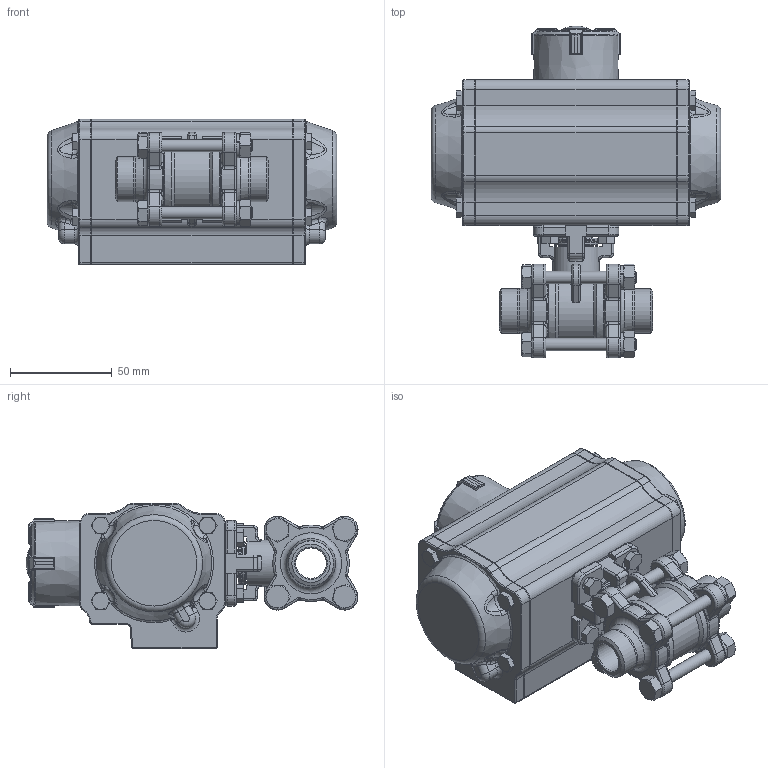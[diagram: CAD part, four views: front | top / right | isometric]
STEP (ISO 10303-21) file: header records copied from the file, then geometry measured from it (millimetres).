
FILE_DESCRIPTION(/* description */ ('Unknown'),/* implementation_level */ '2;1');
FILE_NAME(/* name */ 'FR01 9325-04',/* time_stamp */ '2022-10-25T13:19:42+02:00',/* author */ ('Unknown'),/* organization */ ('Unknown'),/* preprocessor_version */ 'ST-DEVELOPER v16.7',/* originating_system */ 'Solid Edge',/* authorisation */ 'Unknown');
FILE_SCHEMA (('AUTOMOTIVE_DESIGN {1 0 10303 214 3 1 1}'));
Products named in the file (9): FR01 9325-04; 8.122.015; DIN558 M5x12; DW02_FR01_(DW20_FR15); KP-50; cup head square neck bolts grade b gb_GB_FASTENER_BOLT_CHSNBSHB M6X25
-N; ________(___________; _____________; ______
Assembly tree (13 placements, depth 3):
  FR01 9325-04
    8.122.015
    DIN558 M5x12  x4
    DW02_FR01_(DW20_FR15)
      KP-50
      cup head square neck bolts grade b gb_GB_FASTENER_BOLT_CHSNBSHB M6X25
-N
      ________(___________  x2
      _____________  x2
      ______
Bounding box: 142.2 x 162.86 x 71.5 mm (x, y, z)
Volume: 643691.3 mm3; surface area: 95557.2 mm2
Topology: 12 solids, 14 shells, 1834 faces, 4548 edges, 2752 vertices
Faces by surface type: plane 639, cylinder 501, bspline 294, cone 216, torus 174, sphere 10
Full cylindrical faces by diameter (mm): 2.1 x2, 3 x16, 3.3 x8, 4.2 x12, 5 x9, 6 x9, 6.2 x1, 7 x10, 8.8 x2, 11.7 x1, 13.9 x1, 14.2 x1, 15 x1, 15.7 x1, 15.9 x1, 16 x1, 18 x1, 20 x1, 21.2 x1, 22 x2, 23 x1, 23.5 x1, 27 x1, 27.5 x1, 37.5 x2, 38.5 x1
Entity records: 75764 total; most frequent: CARTESIAN_POINT 33491, ORIENTED_EDGE 7730, DIRECTION 6919, EDGE_CURVE 3865, AXIS2_PLACEMENT_3D 2650, VERTEX_POINT 2446, FACE_BOUND 1925, EDGE_LOOP 1907
